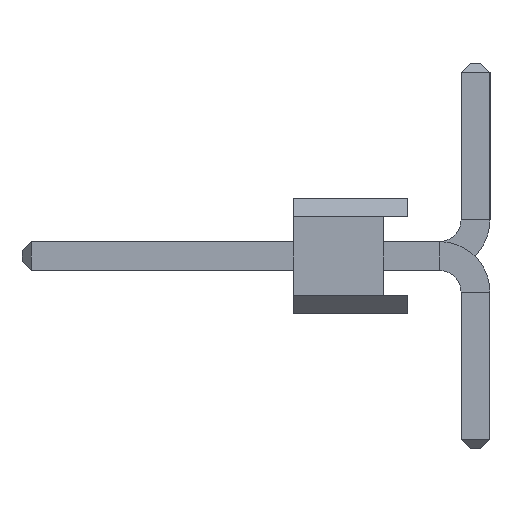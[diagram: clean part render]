
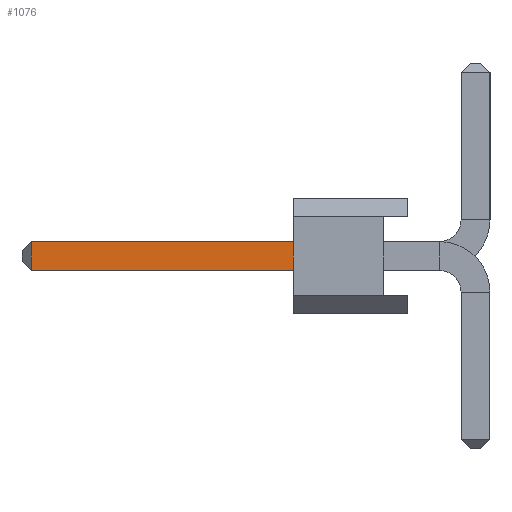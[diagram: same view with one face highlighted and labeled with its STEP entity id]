
A CAD part, left-side view. The second image highlights one B-rep face of the part: STEP entity #1076.
In plain terms, the highlighted planar face has unit normal (-1, 0, 0).
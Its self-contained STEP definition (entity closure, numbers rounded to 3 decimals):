
#29 = DIRECTION ( 'NONE',  ( -1., 0., 0. ) ) ;
#30 = VECTOR ( 'NONE', #1066, 1000. ) ;
#47 = EDGE_CURVE ( 'NONE', #1832, #1372, #170, .T. ) ;
#161 = VERTEX_POINT ( 'NONE', #1717 ) ;
#170 = LINE ( 'NONE', #434, #1691 ) ;
#275 = ORIENTED_EDGE ( 'NONE', *, *, #834, .T. ) ;
#317 = EDGE_CURVE ( 'NONE', #161, #1709, #1206, .T. ) ;
#331 = DIRECTION ( 'NONE',  ( 0., 0., 1. ) ) ;
#368 = ORIENTED_EDGE ( 'NONE', *, *, #47, .T. ) ;
#386 = LINE ( 'NONE', #1773, #1170 ) ;
#434 = CARTESIAN_POINT ( 'NONE',  ( -0.32, -0.7, 0.32 ) ) ;
#506 = ORIENTED_EDGE ( 'NONE', *, *, #317, .F. ) ;
#583 = DIRECTION ( 'NONE',  ( 0., 1., 0. ) ) ;
#801 = CARTESIAN_POINT ( 'NONE',  ( -0.32, 8.34, 0.32 ) ) ;
#832 = DIRECTION ( 'NONE',  ( 0., 0., -1. ) ) ;
#834 = EDGE_CURVE ( 'NONE', #1372, #1709, #1511, .T. ) ;
#866 = EDGE_LOOP ( 'NONE', ( #368, #275, #506, #1195 ) ) ;
#901 = CARTESIAN_POINT ( 'NONE',  ( -0.32, 8.34, -0.32 ) ) ;
#1066 = DIRECTION ( 'NONE',  ( 0., 1., 0. ) ) ;
#1076 = ADVANCED_FACE ( 'NONE', ( #1093 ), #1324, .T. ) ;
#1090 = CARTESIAN_POINT ( 'NONE',  ( -0.32, 2.54, 0.32 ) ) ;
#1093 = FACE_OUTER_BOUND ( 'NONE', #866, .T. ) ;
#1170 = VECTOR ( 'NONE', #1213, 1000. ) ;
#1191 = CARTESIAN_POINT ( 'NONE',  ( -0.32, -0.7, -0.32 ) ) ;
#1195 = ORIENTED_EDGE ( 'NONE', *, *, #1806, .F. ) ;
#1206 = LINE ( 'NONE', #1763, #30 ) ;
#1213 = DIRECTION ( 'NONE',  ( 0., 0., -1. ) ) ;
#1324 = PLANE ( 'NONE',  #1849 ) ;
#1372 = VERTEX_POINT ( 'NONE', #801 ) ;
#1446 = VECTOR ( 'NONE', #832, 1000. ) ;
#1511 = LINE ( 'NONE', #1595, #1446 ) ;
#1595 = CARTESIAN_POINT ( 'NONE',  ( -0.32, 8.34, -0.32 ) ) ;
#1691 = VECTOR ( 'NONE', #583, 1000. ) ;
#1709 = VERTEX_POINT ( 'NONE', #901 ) ;
#1717 = CARTESIAN_POINT ( 'NONE',  ( -0.32, 2.54, -0.32 ) ) ;
#1763 = CARTESIAN_POINT ( 'NONE',  ( -0.32, -0.7, -0.32 ) ) ;
#1773 = CARTESIAN_POINT ( 'NONE',  ( -0.32, 2.54, 0. ) ) ;
#1806 = EDGE_CURVE ( 'NONE', #1832, #161, #386, .T. ) ;
#1832 = VERTEX_POINT ( 'NONE', #1090 ) ;
#1849 = AXIS2_PLACEMENT_3D ( 'NONE', #1191, #29, #331 ) ;
